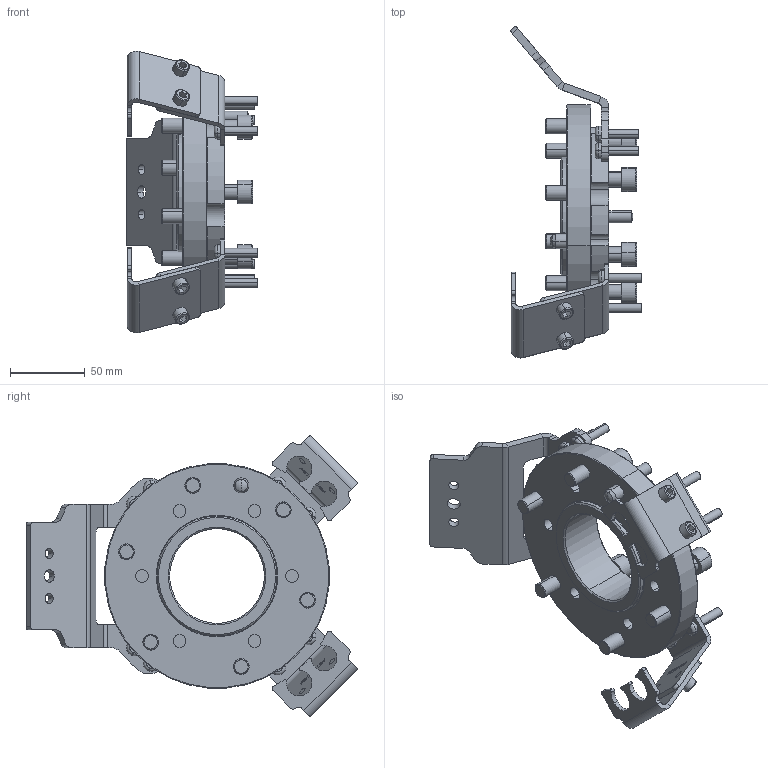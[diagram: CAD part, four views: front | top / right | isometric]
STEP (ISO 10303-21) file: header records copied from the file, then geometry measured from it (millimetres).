
FILE_DESCRIPTION (( 'STEP AP203' ), '1' );
FILE_NAME ('P5216-1.STEP', '2021-03-23T09:26:03', ( '' ), ( '' ), 'SwSTEP 2.0', 'SolidWorks 2019', '' );
FILE_SCHEMA (( 'CONFIG_CONTROL_DESIGN' ));
Length unit declared in the file: millimetre
Products named in the file (1): P5216-1
Bounding box: 87.78 x 221.18 x 187.79 mm (x, y, z)
Volume: 427124.1 mm3; surface area: 130138.6 mm2
Topology: 32 solids, 32 shells, 1175 faces, 2856 edges, 1845 vertices
Faces by surface type: plane 448, bspline 298, cylinder 289, torus 86, cone 46, sphere 8
Entity records: 50373 total; most frequent: CARTESIAN_POINT 24033, ORIENTED_EDGE 5708, DIRECTION 4792, EDGE_CURVE 2854, VERTEX_POINT 1845, AXIS2_PLACEMENT_3D 1684, VECTOR 1424, LINE 1424
